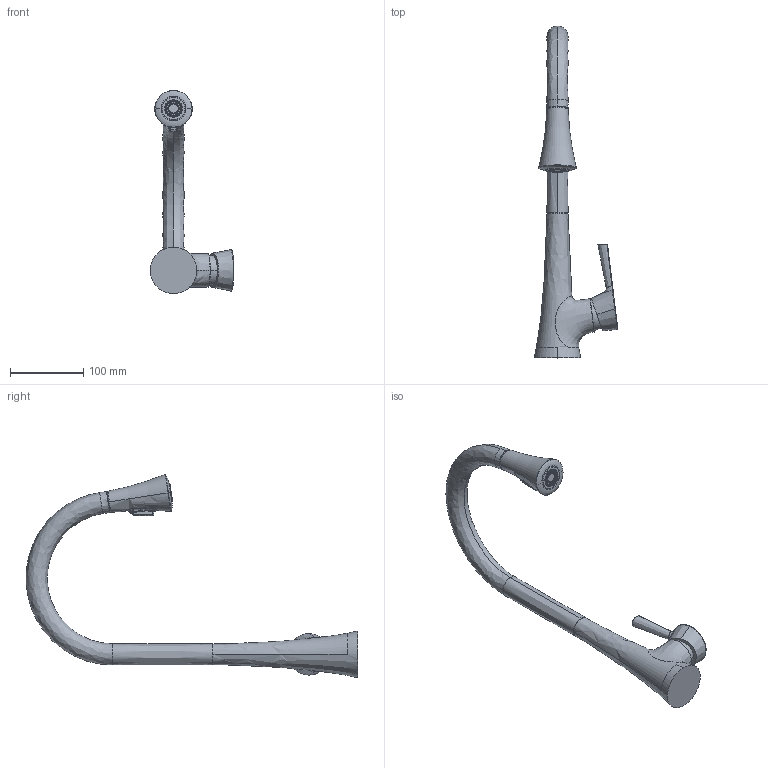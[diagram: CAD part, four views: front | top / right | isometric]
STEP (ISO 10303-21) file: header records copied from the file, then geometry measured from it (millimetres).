
FILE_DESCRIPTION((''),'2;1');
FILE_NAME('2500-5123','2021-07-01T14:53:47',('jinson.thomas'),(''),'CREO PARAMETRIC BY PTC INC, 2018400','CREO PARAMETRIC BY PTC INC, 2018400','');
FILE_SCHEMA(('CONFIG_CONTROL_DESIGN'));
Length unit declared in the file: inch
Products named in the file (1): 2500-5123
Bounding box: 113.9 x 451.88 x 276.93 mm (x, y, z)
Volume: 787751 mm3; surface area: 97862.2 mm2
Topology: 1 solids, 2 shells, 294 faces, 631 edges, 382 vertices
Faces by surface type: cone 78, plane 60, bspline 52, torus 50, cylinder 32, sphere 20, revolution 2
Entity records: 12316 total; most frequent: CARTESIAN_POINT 6078, DIRECTION 1353, ORIENTED_EDGE 1230, AXIS2_PLACEMENT_3D 616, EDGE_CURVE 615, VERTEX_POINT 382, CIRCLE 376, EDGE_LOOP 353
